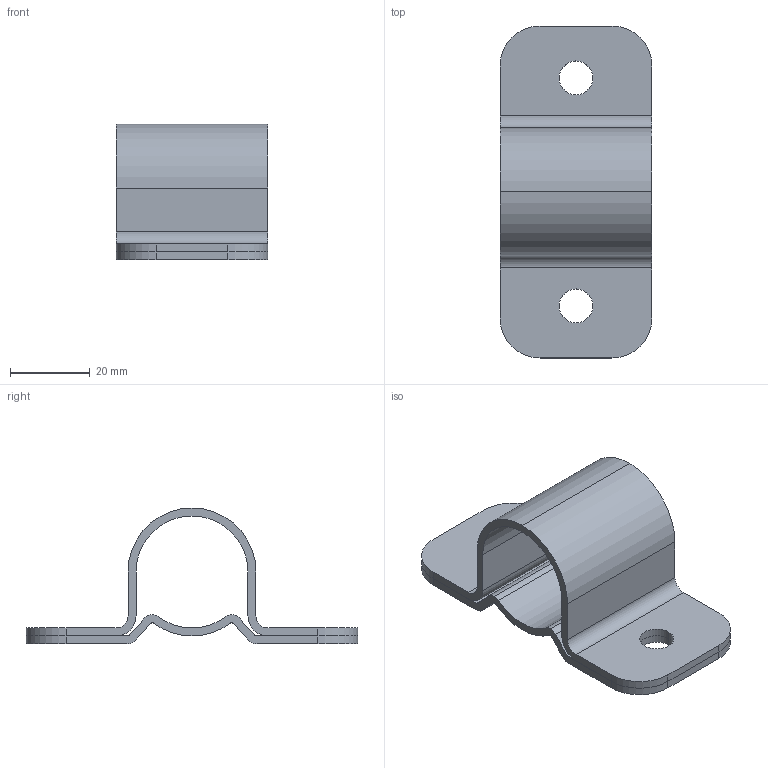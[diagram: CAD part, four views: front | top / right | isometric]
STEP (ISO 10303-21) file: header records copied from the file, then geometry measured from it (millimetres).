
FILE_DESCRIPTION (( 'STEP AP203' ), '1' );
FILE_NAME ('FA-1814N-G.STEP', '2017-05-11T00:51:57', ( '' ), ( '' ), 'SwSTEP 2.0', 'SolidWorks 2014', '' );
FILE_SCHEMA (( 'CONFIG_CONTROL_DESIGN' ));
Length unit declared in the file: millimetre
Products named in the file (3): FA-1814N-G; FA-1814N_パイプガイド受け; FA-1814N_パイプガイド
Assembly tree (2 placements, depth 2):
  FA-1814N-G
    FA-1814N_パイプガイド受け
    FA-1814N_パイプガイド
Bounding box: 38 x 83 x 34 mm (x, y, z)
Volume: 15581.1 mm3; surface area: 16892 mm2
Topology: 2 solids, 2 shells, 62 faces, 174 edges, 116 vertices
Faces by surface type: cylinder 38, plane 24
Entity records: 2355 total; most frequent: DIRECTION 384, CARTESIAN_POINT 357, ORIENTED_EDGE 348, EDGE_CURVE 174, AXIS2_PLACEMENT_3D 143, VERTEX_POINT 116, LINE 98, VECTOR 98
